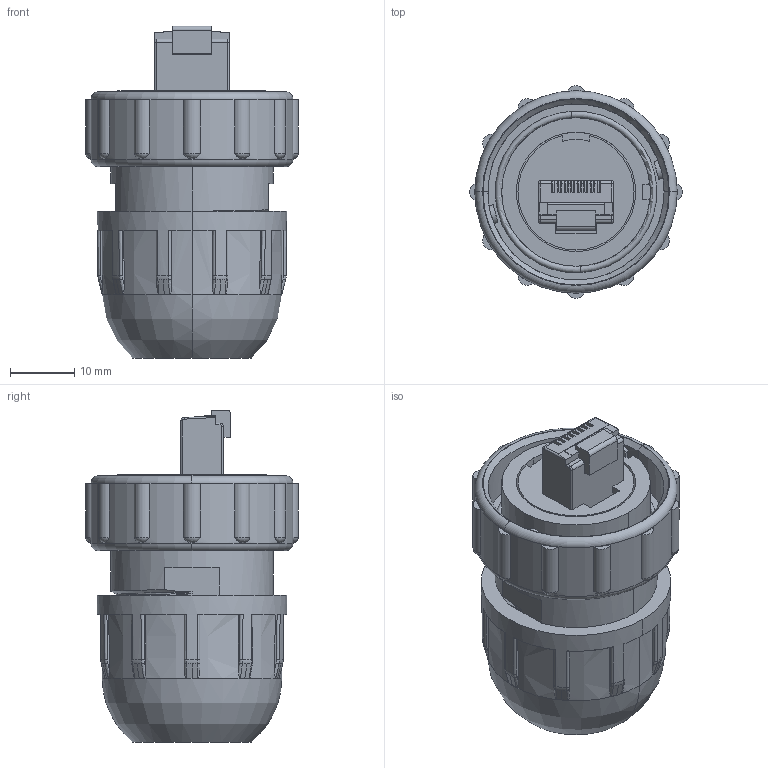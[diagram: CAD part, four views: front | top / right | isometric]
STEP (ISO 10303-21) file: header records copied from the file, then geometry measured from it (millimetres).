
FILE_DESCRIPTION (( 'STEP AP203' ), '1' );
FILE_NAME ('DCC-RJ6B-310.STEP', '2013-02-28T21:19:30', ( 'J0FPBF1' ), ( '' ), 'SwSTEP 2.0', 'SolidWorks 2012', '' );
FILE_SCHEMA (( 'CONFIG_CONTROL_DESIGN' ));
Length unit declared in the file: inch
Products named in the file (1): DCC-RJ6B-310
Bounding box: 33.12 x 33.12 x 51.72 mm (x, y, z)
Volume: 24279.5 mm3; surface area: 7880.2 mm2
Topology: 1 solids, 1 shells, 447 faces, 1199 edges, 756 vertices
Faces by surface type: plane 219, cylinder 102, bspline 63, torus 35, cone 28
Entity records: 15519 total; most frequent: CARTESIAN_POINT 4795, ORIENTED_EDGE 2350, DIRECTION 2081, EDGE_CURVE 1175, VERTEX_POINT 756, AXIS2_PLACEMENT_3D 740, VECTOR 601, LINE 601
